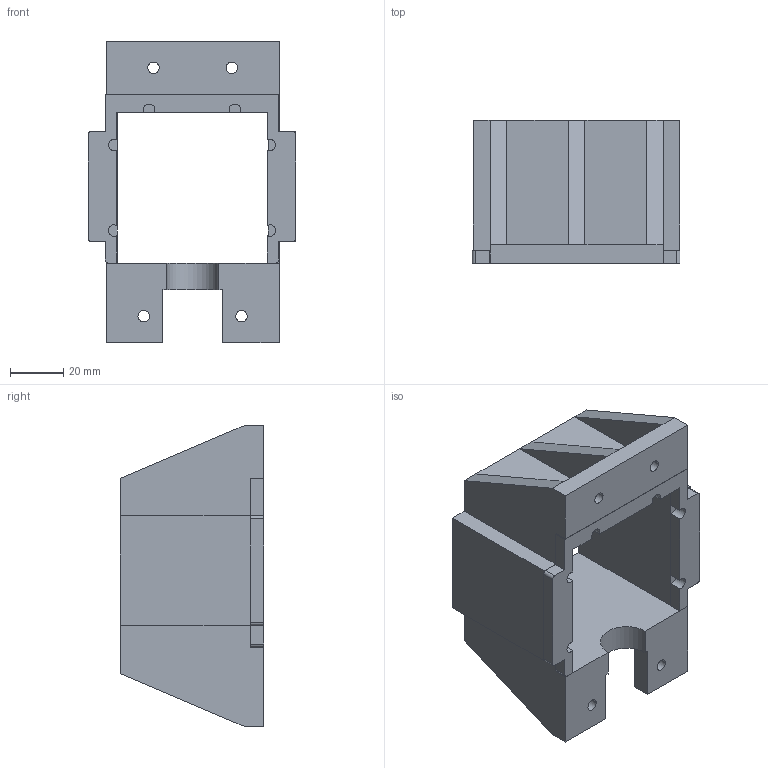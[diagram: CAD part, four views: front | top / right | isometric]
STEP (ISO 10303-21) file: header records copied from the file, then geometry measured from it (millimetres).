
FILE_DESCRIPTION((''),'2;1');
FILE_NAME('TEMPLATE_AND_FULL_ATTACH_NEMA_2_ASM','2021-03-02T08:02:04',('TINH LE'),(''),'CREO PARAMETRIC BY PTC INC, 2020154','CREO PARAMETRIC BY PTC INC, 2020154','');
FILE_SCHEMA(('CONFIG_CONTROL_DESIGN'));
Products named in the file (3): SHOULDER_NEMA_23_ATTACH; SHOULDER_NEMA_23_FULL_ATTACH; TEMPLATE_AND_FULL_ATTACH_NEMA_2_ASM
Assembly tree (2 placements, depth 2):
  TEMPLATE_AND_FULL_ATTACH_NEMA_2_ASM
    SHOULDER_NEMA_23_ATTACH
    SHOULDER_NEMA_23_FULL_ATTACH
Bounding box: 78.4 x 54 x 113.69 mm (x, y, z)
Volume: 141612.2 mm3; surface area: 45930.9 mm2
Topology: 2 solids, 2 shells, 88 faces, 243 edges, 158 vertices
Faces by surface type: plane 67, cylinder 21
Entity records: 2883 total; most frequent: CARTESIAN_POINT 494, ORIENTED_EDGE 486, DIRECTION 471, EDGE_CURVE 243, VECTOR 201, LINE 201, VERTEX_POINT 158, AXIS2_PLACEMENT_3D 135
